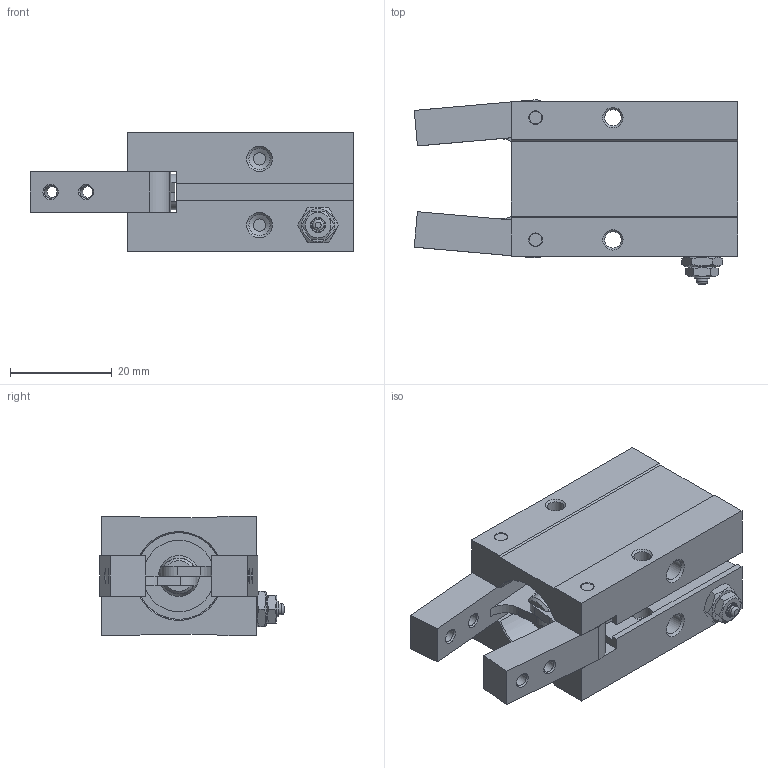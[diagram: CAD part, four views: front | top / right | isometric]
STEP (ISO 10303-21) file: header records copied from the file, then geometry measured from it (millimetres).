
FILE_DESCRIPTION( ( 'STEP AP203' ), '1' );
FILE_NAME( 'HFY16(CL)+().stp', '2021-08-11T12:55:35', ( 'License CC BY-ND 4.0' ), ( 'CADENAS' ), ' ', 'PARTsolutions', ' ' );
FILE_SCHEMA( ( 'CONFIG_CONTROL_DESIGN' ) );
Length unit declared in the file: millimetre
Products named in the file (6): HFY16(CL)+(); _HFY16(CL); _HFY16(-CL)_body; _HFY16(-CL_rod); _HFY16(-CL_fl); _HFY16(-CL_fr)
Assembly tree (5 placements, depth 2):
  HFY16(CL)+()
    _HFY16(CL)
    _HFY16(-CL)_body
    _HFY16(-CL_rod)
    _HFY16(-CL_fl)
    _HFY16(-CL_fr)
Bounding box: 63.52 x 36.14 x 23.5 mm (x, y, z)
Volume: 26695.4 mm3; surface area: 14327 mm2
Topology: 4 solids, 4 shells, 189 faces, 453 edges, 294 vertices
Faces by surface type: plane 104, cylinder 45, cone 39, torus 1
Full cylindrical faces by diameter (mm): 2.1 x4, 2.2 x1, 2.459 x4, 2.5 x4, 3 x1, 3.242 x8, 4.134 x2, 4.2 x4, 7 x1, 8 x2, 14 x2, 15.9 x1, 16 x1, 17 x3, 18 x1
Entity records: 5435 total; most frequent: CARTESIAN_POINT 1112, DIRECTION 860, ORIENTED_EDGE 726, EDGE_CURVE 363, AXIS2_PLACEMENT_3D 336, EDGE_LOOP 318, VERTEX_POINT 279, FACE_OUTER_BOUND 229
